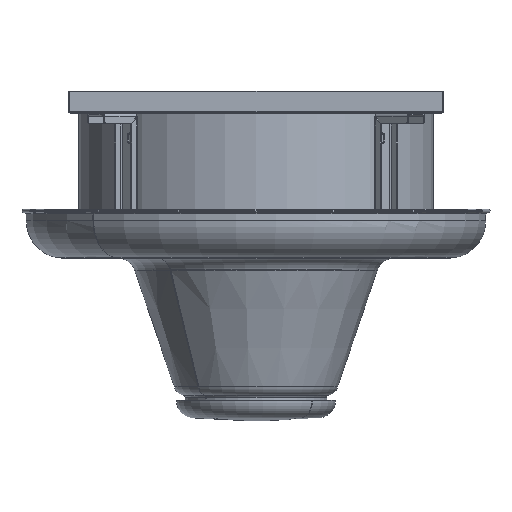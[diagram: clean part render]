
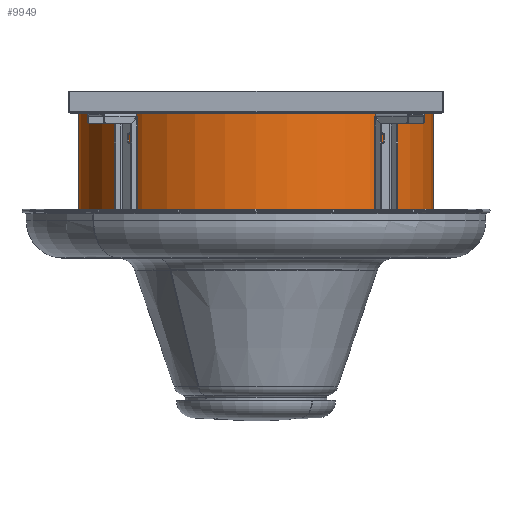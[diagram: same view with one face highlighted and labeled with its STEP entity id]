
A CAD part, front view. The second image highlights one B-rep face of the part: STEP entity #9949.
In plain terms, the highlighted cylindrical face has radius 308 mm (diameter 616 mm), a partial arc.
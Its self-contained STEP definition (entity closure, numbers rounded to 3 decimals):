
#101 = CARTESIAN_POINT ( 'NONE',  ( 308., 0., 240. ) ) ;
#320 = LINE ( 'NONE', #4799, #7779 ) ;
#472 = FACE_OUTER_BOUND ( 'NONE', #2429, .T. ) ;
#593 = VECTOR ( 'NONE', #10560, 1000. ) ;
#642 = ORIENTED_EDGE ( 'NONE', *, *, #11222, .T. ) ;
#797 = CARTESIAN_POINT ( 'NONE',  ( -308., 0., 240. ) ) ;
#1133 = ORIENTED_EDGE ( 'NONE', *, *, #8362, .T. ) ;
#1966 = ORIENTED_EDGE ( 'NONE', *, *, #9782, .F. ) ;
#2429 = EDGE_LOOP ( 'NONE', ( #1966, #10287, #642, #1133 ) ) ;
#2981 = VERTEX_POINT ( 'NONE', #101 ) ;
#3186 = DIRECTION ( 'NONE',  ( 0., 0., -1. ) ) ;
#3294 = AXIS2_PLACEMENT_3D ( 'NONE', #7920, #10644, #11727 ) ;
#3906 = DIRECTION ( 'NONE',  ( 0., 0., -1. ) ) ;
#4145 = CARTESIAN_POINT ( 'NONE',  ( -308., 0., 0. ) ) ;
#4310 = VERTEX_POINT ( 'NONE', #9070 ) ;
#4606 = CIRCLE ( 'NONE', #10381, 308. ) ;
#4655 = DIRECTION ( 'NONE',  ( 0., 0., 1. ) ) ;
#4799 = CARTESIAN_POINT ( 'NONE',  ( 308., 0., 240. ) ) ;
#5469 = CYLINDRICAL_SURFACE ( 'NONE', #8465, 308. ) ;
#5968 = CARTESIAN_POINT ( 'NONE',  ( 0., 0., 240. ) ) ;
#6417 = VERTEX_POINT ( 'NONE', #4145 ) ;
#6512 = VERTEX_POINT ( 'NONE', #797 ) ;
#7455 = CIRCLE ( 'NONE', #3294, 308. ) ;
#7779 = VECTOR ( 'NONE', #3906, 1000. ) ;
#7920 = CARTESIAN_POINT ( 'NONE',  ( 0., 0., 240. ) ) ;
#8362 = EDGE_CURVE ( 'NONE', #6417, #4310, #4606, .T. ) ;
#8465 = AXIS2_PLACEMENT_3D ( 'NONE', #5968, #3186, #10510 ) ;
#9070 = CARTESIAN_POINT ( 'NONE',  ( 308., 0., 0. ) ) ;
#9782 = EDGE_CURVE ( 'NONE', #2981, #4310, #320, .T. ) ;
#9949 = ADVANCED_FACE ( 'NONE', ( #472 ), #5469, .T. ) ;
#10190 = CARTESIAN_POINT ( 'NONE',  ( 0., 0., 0. ) ) ;
#10229 = DIRECTION ( 'NONE',  ( 1., 0., 0. ) ) ;
#10287 = ORIENTED_EDGE ( 'NONE', *, *, #11283, .F. ) ;
#10381 = AXIS2_PLACEMENT_3D ( 'NONE', #10190, #4655, #10229 ) ;
#10405 = CARTESIAN_POINT ( 'NONE',  ( -308., 0., 240. ) ) ;
#10510 = DIRECTION ( 'NONE',  ( -1., 0., 0. ) ) ;
#10560 = DIRECTION ( 'NONE',  ( 0., 0., -1. ) ) ;
#10644 = DIRECTION ( 'NONE',  ( 0., 0., 1. ) ) ;
#11067 = LINE ( 'NONE', #10405, #593 ) ;
#11222 = EDGE_CURVE ( 'NONE', #6512, #6417, #11067, .T. ) ;
#11283 = EDGE_CURVE ( 'NONE', #6512, #2981, #7455, .T. ) ;
#11727 = DIRECTION ( 'NONE',  ( 1., 0., 0. ) ) ;
